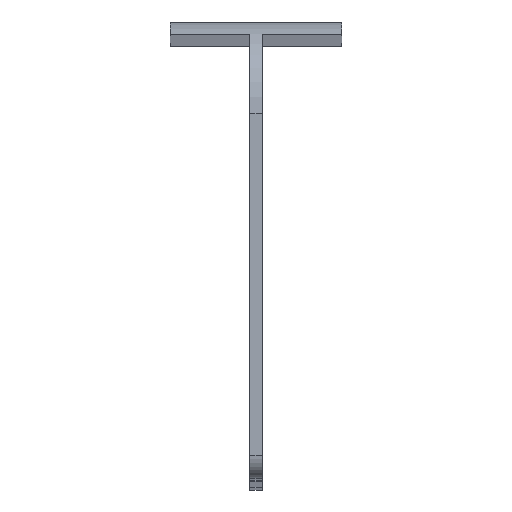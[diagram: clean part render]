
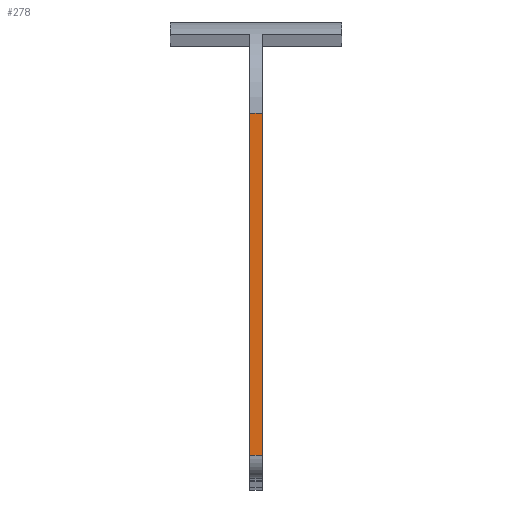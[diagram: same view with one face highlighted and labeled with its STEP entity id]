
A CAD part, top view. The second image highlights one B-rep face of the part: STEP entity #278.
In plain terms, the highlighted planar face has unit normal (0, 0, 1).
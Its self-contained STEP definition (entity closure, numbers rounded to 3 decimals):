
#4 = CARTESIAN_POINT ( 'NONE',  ( 0., 0., 300. ) ) ;
#11 = CARTESIAN_POINT ( 'NONE',  ( 6.95, -8., 300. ) ) ;
#36 = EDGE_CURVE ( 'NONE', #924, #752, #234, .T. ) ;
#62 = VECTOR ( 'NONE', #417, 1000. ) ;
#118 = LINE ( 'NONE', #1060, #62 ) ;
#129 = CARTESIAN_POINT ( 'NONE',  ( 6.95, -40., 300. ) ) ;
#217 = DIRECTION ( 'NONE',  ( 0., -1., 0. ) ) ;
#234 = LINE ( 'NONE', #944, #466 ) ;
#236 = EDGE_LOOP ( 'NONE', ( #874, #389, #420, #329 ) ) ;
#278 = ADVANCED_FACE ( 'NONE', ( #457 ), #819, .F. ) ;
#314 = VERTEX_POINT ( 'NONE', #737 ) ;
#329 = ORIENTED_EDGE ( 'NONE', *, *, #708, .T. ) ;
#373 = DIRECTION ( 'NONE',  ( -1., 0., 0. ) ) ;
#389 = ORIENTED_EDGE ( 'NONE', *, *, #538, .T. ) ;
#417 = DIRECTION ( 'NONE',  ( -1., 0., 0. ) ) ;
#420 = ORIENTED_EDGE ( 'NONE', *, *, #36, .F. ) ;
#457 = FACE_OUTER_BOUND ( 'NONE', #236, .T. ) ;
#466 = VECTOR ( 'NONE', #217, 1000. ) ;
#538 = EDGE_CURVE ( 'NONE', #314, #752, #1038, .T. ) ;
#563 = DIRECTION ( 'NONE',  ( 0., 1., 0. ) ) ;
#571 = CARTESIAN_POINT ( 'NONE',  ( 8.05, -38., 300. ) ) ;
#683 = EDGE_CURVE ( 'NONE', #314, #1129, #689, .T. ) ;
#687 = DIRECTION ( 'NONE',  ( 1., 0., 0. ) ) ;
#689 = LINE ( 'NONE', #129, #1185 ) ;
#708 = EDGE_CURVE ( 'NONE', #924, #1129, #118, .T. ) ;
#737 = CARTESIAN_POINT ( 'NONE',  ( 6.95, -38., 300. ) ) ;
#752 = VERTEX_POINT ( 'NONE', #571 ) ;
#764 = CARTESIAN_POINT ( 'NONE',  ( 8.05, -38., 300. ) ) ;
#819 = PLANE ( 'NONE',  #933 ) ;
#874 = ORIENTED_EDGE ( 'NONE', *, *, #683, .F. ) ;
#924 = VERTEX_POINT ( 'NONE', #981 ) ;
#933 = AXIS2_PLACEMENT_3D ( 'NONE', #4, #1175, #373 ) ;
#944 = CARTESIAN_POINT ( 'NONE',  ( 8.05, -1.1, 300. ) ) ;
#981 = CARTESIAN_POINT ( 'NONE',  ( 8.05, -8., 300. ) ) ;
#1017 = VECTOR ( 'NONE', #687, 1000. ) ;
#1038 = LINE ( 'NONE', #764, #1017 ) ;
#1060 = CARTESIAN_POINT ( 'NONE',  ( 0., -8., 300. ) ) ;
#1129 = VERTEX_POINT ( 'NONE', #11 ) ;
#1175 = DIRECTION ( 'NONE',  ( 0., 0., -1. ) ) ;
#1185 = VECTOR ( 'NONE', #563, 1000. ) ;
